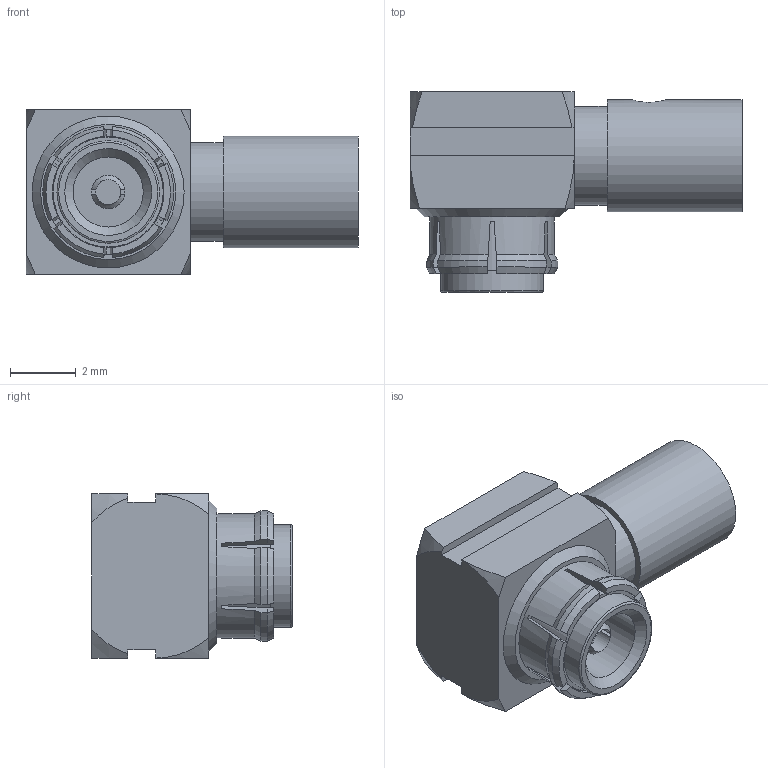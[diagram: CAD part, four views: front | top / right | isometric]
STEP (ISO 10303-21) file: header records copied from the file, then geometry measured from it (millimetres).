
FILE_DESCRIPTION (( 'STEP AP203' ), '1' );
FILE_NAME ('FMCN1022.step', '2020-04-27T20:57:50', ( '' ), ( '' ), 'SwSTEP 2.0', 'SolidWorks 2018', '' );
FILE_SCHEMA (( 'CONFIG_CONTROL_DESIGN' ));
Length unit declared in the file: inch
Products named in the file (1): FMCN1022
Bounding box: 10.1 x 6.11 x 5 mm (x, y, z)
Volume: 130.6 mm3; surface area: 302.6 mm2
Topology: 1 solids, 1 shells, 117 faces, 295 edges, 191 vertices
Faces by surface type: plane 67, cone 30, cylinder 19, torus 1
Full cylindrical faces by diameter (mm): 0.762 x1, 1 x1, 1.016 x1, 2.134 x1, 2.275 x1, 3 x1, 3.117 x1, 3.349 x1, 3.362 x1, 3.4 x2, 3.464 x1, 3.786 x1
Entity records: 3565 total; most frequent: CARTESIAN_POINT 952, ORIENTED_EDGE 548, DIRECTION 488, EDGE_CURVE 274, AXIS2_PLACEMENT_3D 206, VERTEX_POINT 186, EDGE_LOOP 146, FACE_OUTER_BOUND 131
